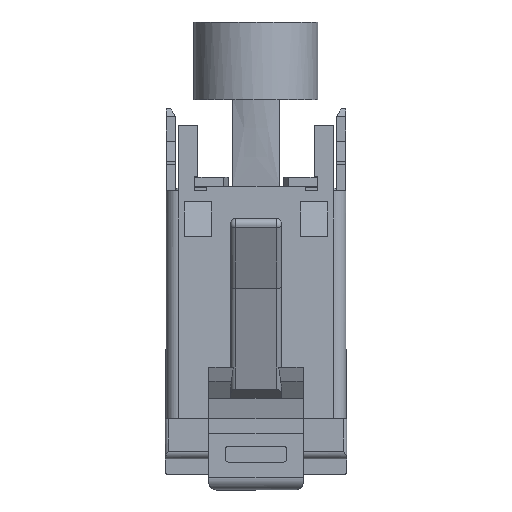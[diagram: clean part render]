
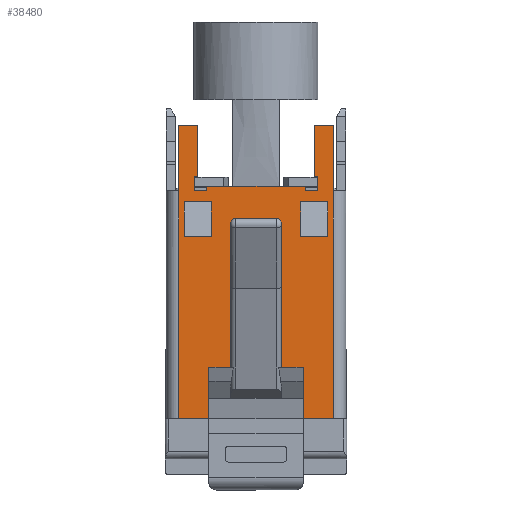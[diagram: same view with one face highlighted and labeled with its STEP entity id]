
A CAD part, top view. The second image highlights one B-rep face of the part: STEP entity #38480.
In plain terms, the highlighted face is planar.
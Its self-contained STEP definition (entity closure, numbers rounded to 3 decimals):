
#520=CARTESIAN_POINT('',(3.2,-0.048,
-0.2));
#530=VERTEX_POINT('',#520);
#580=CARTESIAN_POINT('',(0.,-0.048,
-0.2));
#590=DIRECTION('',(-1.,0.,0.));
#600=VECTOR('',#590,1.);
#610=LINE('',#580,#600);
#620=CARTESIAN_POINT('',(4.,-0.048,
-0.2));
#630=VERTEX_POINT('',#620);
#640=EDGE_CURVE('',#630,#530,#610,.T.);
#1810=CARTESIAN_POINT('',(4.,-0.048,-17.4));
#1820=DIRECTION('',(0.,0.,1.));
#1830=VECTOR('',#1820,1.);
#1840=LINE('',#1810,#1830);
#1850=CARTESIAN_POINT('',(4.,-0.048,
0.7));
#1860=VERTEX_POINT('',#1850);
#1870=EDGE_CURVE('',#630,#1860,#1840,.T.);
#2330=CARTESIAN_POINT('',(3.75,-0.048,
0.7));
#2340=VERTEX_POINT('',#2330);
#2370=CARTESIAN_POINT('',(3.75,-0.048,-17.4));
#2380=DIRECTION('',(0.,0.,-1.));
#2390=VECTOR('',#2380,1.);
#2400=LINE('',#2370,#2390);
#2410=CARTESIAN_POINT('',(3.75,-0.048,4.));
#2420=VERTEX_POINT('',#2410);
#2430=EDGE_CURVE('',#2420,#2340,#2400,.T.);
#3020=CARTESIAN_POINT('',(0.,-0.048,
0.7));
#3030=DIRECTION('',(-1.,0.,0.));
#3040=VECTOR('',#3030,1.);
#3050=LINE('',#3020,#3040);
#3060=EDGE_CURVE('',#1860,#2340,#3050,.T.);
#21180=CARTESIAN_POINT('',(-5.,-0.048,
-0.2));
#21190=VERTEX_POINT('',#21180);
#27030=CARTESIAN_POINT('',(5.,-0.048,-14.9));
#27040=VERTEX_POINT('',#27030);
#27070=CARTESIAN_POINT('',(0.,-0.048,
-14.9));
#27080=DIRECTION('',(1.,0.,0.));
#27090=VECTOR('',#27080,1.);
#27100=LINE('',#27070,#27090);
#27110=CARTESIAN_POINT('',(-5.,-0.048,-14.9))
;
#27120=VERTEX_POINT('',#27110);
#27130=EDGE_CURVE('',#27120,#27040,#27100,.T.);
#36520=CARTESIAN_POINT('',(-2.865,-0.048,-3.15))
;
#36530=DIRECTION('',(0.,1.,0.));
#36540=DIRECTION('',(1.,0.,0.));
#36550=AXIS2_PLACEMENT_3D('',#36520,#36530,#36540);
#36560=PLANE('',#36550);
#36570=CARTESIAN_POINT('',(0.,-0.048,
-3.15));
#36580=DIRECTION('',(1.,0.,0.));
#36590=VECTOR('',#36580,1.);
#36600=LINE('',#36570,#36590);
#36610=CARTESIAN_POINT('',(-4.625,-0.048,-3.15))
;
#36620=VERTEX_POINT('',#36610);
#36630=CARTESIAN_POINT('',(-2.875,-0.048,-3.15))
;
#36640=VERTEX_POINT('',#36630);
#36650=EDGE_CURVE('',#36620,#36640,#36600,.T.);
#36660=ORIENTED_EDGE('',*,*,#36650,.T.);
#36670=CARTESIAN_POINT('',(-4.625,-0.048,0.));
#36680=DIRECTION('',(0.,0.,-1.));
#36690=VECTOR('',#36680,1.);
#36700=LINE('',#36670,#36690);
#36710=CARTESIAN_POINT('',(-4.625,-0.048,
-0.9));
#36720=VERTEX_POINT('',#36710);
#36730=EDGE_CURVE('',#36720,#36620,#36700,.T.);
#36740=ORIENTED_EDGE('',*,*,#36730,.T.);
#36750=CARTESIAN_POINT('',(0.,-0.048,
-0.9));
#36760=DIRECTION('',(-1.,0.,0.));
#36770=VECTOR('',#36760,1.);
#36780=LINE('',#36750,#36770);
#36790=CARTESIAN_POINT('',(-2.875,-0.048,
-0.9));
#36800=VERTEX_POINT('',#36790);
#36810=EDGE_CURVE('',#36800,#36720,#36780,.T.);
#36820=ORIENTED_EDGE('',*,*,#36810,.T.);
#36830=CARTESIAN_POINT('',(-2.875,-0.048,0.));
#36840=DIRECTION('',(0.,0.,-1.));
#36850=VECTOR('',#36840,1.);
#36860=LINE('',#36830,#36850);
#36870=EDGE_CURVE('',#36800,#36640,#36860,.T.);
#36880=ORIENTED_EDGE('',*,*,#36870,.F.);
#36890=EDGE_LOOP('',(#36880,#36820,#36740,#36660));
#36900=FACE_BOUND('',#36890,.T.);
#36910=CARTESIAN_POINT('',(0.,-0.048,
-0.9));
#36920=DIRECTION('',(1.,0.,0.));
#36930=VECTOR('',#36920,1.);
#36940=LINE('',#36910,#36930);
#36950=CARTESIAN_POINT('',(2.875,-0.048,
-0.9));
#36960=VERTEX_POINT('',#36950);
#36970=CARTESIAN_POINT('',(4.625,-0.048,
-0.9));
#36980=VERTEX_POINT('',#36970);
#36990=EDGE_CURVE('',#36960,#36980,#36940,.T.);
#37000=ORIENTED_EDGE('',*,*,#36990,.F.);
#37010=CARTESIAN_POINT('',(4.625,-0.048,0.));
#37020=DIRECTION('',(0.,0.,-1.));
#37030=VECTOR('',#37020,1.);
#37040=LINE('',#37010,#37030);
#37050=CARTESIAN_POINT('',(4.625,-0.048,-3.15));
#37060=VERTEX_POINT('',#37050);
#37070=EDGE_CURVE('',#36980,#37060,#37040,.T.);
#37080=ORIENTED_EDGE('',*,*,#37070,.F.);
#37090=CARTESIAN_POINT('',(0.,-0.048,
-3.15));
#37100=DIRECTION('',(-1.,0.,0.));
#37110=VECTOR('',#37100,1.);
#37120=LINE('',#37090,#37110);
#37130=CARTESIAN_POINT('',(2.875,-0.048,-3.15));
#37140=VERTEX_POINT('',#37130);
#37150=EDGE_CURVE('',#37060,#37140,#37120,.T.);
#37160=ORIENTED_EDGE('',*,*,#37150,.F.);
#37170=CARTESIAN_POINT('',(2.875,-0.048,0.));
#37180=DIRECTION('',(0.,0.,-1.));
#37190=VECTOR('',#37180,1.);
#37200=LINE('',#37170,#37190);
#37210=EDGE_CURVE('',#36960,#37140,#37200,.T.);
#37220=ORIENTED_EDGE('',*,*,#37210,.T.);
#37230=EDGE_LOOP('',(#37220,#37160,#37080,#37000));
#37240=FACE_BOUND('',#37230,.T.);
#37250=CARTESIAN_POINT('',(0.,-0.048,4.))
;
#37260=DIRECTION('',(1.,0.,0.));
#37270=VECTOR('',#37260,1.);
#37280=LINE('',#37250,#37270);
#37290=CARTESIAN_POINT('',(-5.,-0.048,4.));
#37300=VERTEX_POINT('',#37290);
#37310=CARTESIAN_POINT('',(-3.75,-0.048,4.));
#37320=VERTEX_POINT('',#37310);
#37330=EDGE_CURVE('',#37300,#37320,#37280,.T.);
#37340=ORIENTED_EDGE('',*,*,#37330,.T.);
#37350=CARTESIAN_POINT('',(-5.,-0.048,-17.4))
;
#37360=DIRECTION('',(0.,0.,-1.));
#37370=VECTOR('',#37360,1.);
#37380=LINE('',#37350,#37370);
#37390=EDGE_CURVE('',#37300,#21190,#37380,.T.);
#37400=ORIENTED_EDGE('',*,*,#37390,.F.);
#37410=CARTESIAN_POINT('',(-5.,-0.048,-17.4))
;
#37420=DIRECTION('',(0.,0.,-1.));
#37430=VECTOR('',#37420,1.);
#37440=LINE('',#37410,#37430);
#37450=EDGE_CURVE('',#21190,#27120,#37440,.T.);
#37460=ORIENTED_EDGE('',*,*,#37450,.F.);
#37470=ORIENTED_EDGE('',*,*,#27130,.F.);
#37480=CARTESIAN_POINT('',(5.,-0.048,-17.4));
#37490=DIRECTION('',(0.,0.,-1.));
#37500=VECTOR('',#37490,1.);
#37510=LINE('',#37480,#37500);
#37520=CARTESIAN_POINT('',(5.,-0.048,
-0.2));
#37530=VERTEX_POINT('',#37520);
#37540=EDGE_CURVE('',#37530,#27040,#37510,.T.);
#37550=ORIENTED_EDGE('',*,*,#37540,.T.);
#37560=CARTESIAN_POINT('',(5.,-0.048,-17.4));
#37570=DIRECTION('',(0.,0.,-1.));
#37580=VECTOR('',#37570,1.);
#37590=LINE('',#37560,#37580);
#37600=CARTESIAN_POINT('',(5.,-0.048,4.));
#37610=VERTEX_POINT('',#37600);
#37620=EDGE_CURVE('',#37610,#37530,#37590,.T.);
#37630=ORIENTED_EDGE('',*,*,#37620,.T.);
#37640=CARTESIAN_POINT('',(0.,-0.048,4.))
;
#37650=DIRECTION('',(-1.,0.,0.));
#37660=VECTOR('',#37650,1.);
#37670=LINE('',#37640,#37660);
#37680=EDGE_CURVE('',#37610,#2420,#37670,.T.);
#37690=ORIENTED_EDGE('',*,*,#37680,.F.);
#37700=ORIENTED_EDGE('',*,*,#2430,.F.);
#37710=ORIENTED_EDGE('',*,*,#3060,.T.);
#37720=ORIENTED_EDGE('',*,*,#1870,.T.);
#37730=ORIENTED_EDGE('',*,*,#640,.F.);
#37740=CARTESIAN_POINT('',(3.2,-0.048,-17.4));
#37750=DIRECTION('',(0.,0.,1.));
#37760=VECTOR('',#37750,1.);
#37770=LINE('',#37740,#37760);
#37780=CARTESIAN_POINT('',(3.2,-0.048,
0.1));
#37790=VERTEX_POINT('',#37780);
#37800=EDGE_CURVE('',#530,#37790,#37770,.T.);
#37810=ORIENTED_EDGE('',*,*,#37800,.F.);
#37820=CARTESIAN_POINT('',(0.,-0.048,
0.1));
#37830=DIRECTION('',(-1.,0.,0.));
#37840=VECTOR('',#37830,1.);
#37850=LINE('',#37820,#37840);
#37860=CARTESIAN_POINT('',(1.5,-0.048,
0.1));
#37870=VERTEX_POINT('',#37860);
#37880=EDGE_CURVE('',#37790,#37870,#37850,.T.);
#37890=ORIENTED_EDGE('',*,*,#37880,.F.);
#37900=CARTESIAN_POINT('',(1.5,-0.048,
0.1));
#37910=CARTESIAN_POINT('',(0.75,-0.048,
0.1));
#37920=CARTESIAN_POINT('',(0.,-0.048,
0.1));
#37930=CARTESIAN_POINT('',(-0.75,-0.048,
0.1));
#37940=CARTESIAN_POINT('',(-1.5,-0.048,
0.1));
#37950=(BOUNDED_CURVE() B_SPLINE_CURVE(4,(#37900,#37910,#37920,#37930,
#37940),.UNSPECIFIED.,.F.,.F.) B_SPLINE_CURVE_WITH_KNOTS((5,5),(0.,3.),
.UNSPECIFIED.) CURVE() GEOMETRIC_REPRESENTATION_ITEM() 
RATIONAL_B_SPLINE_CURVE((1.,1.,1.,1.,1.)) REPRESENTATION_ITEM(''));
#37960=CARTESIAN_POINT('',(-1.5,-0.048,
0.1));
#37970=VERTEX_POINT('',#37960);
#37980=EDGE_CURVE('',#37870,#37970,#37950,.T.);
#37990=ORIENTED_EDGE('',*,*,#37980,.F.);
#38000=CARTESIAN_POINT('',(0.,-0.048,
0.1));
#38010=DIRECTION('',(-1.,0.,0.));
#38020=VECTOR('',#38010,1.);
#38030=LINE('',#38000,#38020);
#38040=CARTESIAN_POINT('',(-3.2,-0.048,
0.1));
#38050=VERTEX_POINT('',#38040);
#38060=EDGE_CURVE('',#37970,#38050,#38030,.T.);
#38070=ORIENTED_EDGE('',*,*,#38060,.F.);
#38080=CARTESIAN_POINT('',(-3.2,-0.048,-17.4))
;
#38090=DIRECTION('',(0.,0.,-1.));
#38100=VECTOR('',#38090,1.);
#38110=LINE('',#38080,#38100);
#38120=CARTESIAN_POINT('',(-3.2,-0.048,
-0.2));
#38130=VERTEX_POINT('',#38120);
#38140=EDGE_CURVE('',#38050,#38130,#38110,.T.);
#38150=ORIENTED_EDGE('',*,*,#38140,.F.);
#38160=CARTESIAN_POINT('',(0.,-0.048,
-0.2));
#38170=DIRECTION('',(-1.,0.,0.));
#38180=VECTOR('',#38170,1.);
#38190=LINE('',#38160,#38180);
#38200=CARTESIAN_POINT('',(-4.,-0.048,
-0.2));
#38210=VERTEX_POINT('',#38200);
#38220=EDGE_CURVE('',#38130,#38210,#38190,.T.);
#38230=ORIENTED_EDGE('',*,*,#38220,.F.);
#38240=CARTESIAN_POINT('',(-4.,-0.048,-17.4))
;
#38250=DIRECTION('',(0.,0.,-1.));
#38260=VECTOR('',#38250,1.);
#38270=LINE('',#38240,#38260);
#38280=CARTESIAN_POINT('',(-4.,-0.048,
0.7));
#38290=VERTEX_POINT('',#38280);
#38300=EDGE_CURVE('',#38290,#38210,#38270,.T.);
#38310=ORIENTED_EDGE('',*,*,#38300,.T.);
#38320=CARTESIAN_POINT('',(0.,-0.048,
0.7));
#38330=DIRECTION('',(-1.,0.,0.));
#38340=VECTOR('',#38330,1.);
#38350=LINE('',#38320,#38340);
#38360=CARTESIAN_POINT('',(-3.75,-0.048,
0.7));
#38370=VERTEX_POINT('',#38360);
#38380=EDGE_CURVE('',#38370,#38290,#38350,.T.);
#38390=ORIENTED_EDGE('',*,*,#38380,.T.);
#38400=CARTESIAN_POINT('',(-3.75,-0.048,-17.4))
;
#38410=DIRECTION('',(0.,0.,1.));
#38420=VECTOR('',#38410,1.);
#38430=LINE('',#38400,#38420);
#38440=EDGE_CURVE('',#38370,#37320,#38430,.T.);
#38450=ORIENTED_EDGE('',*,*,#38440,.F.);
#38460=EDGE_LOOP('',(#38450,#38390,#38310,#38230,#38150,#38070,#37990,
#37890,#37810,#37730,#37720,#37710,#37700,#37690,#37630,#37550,#37470,
#37460,#37400,#37340));
#38470=FACE_OUTER_BOUND('',#38460,.T.);
#38480=ADVANCED_FACE('',(#36900,#37240,#38470),#36560,.T.);
